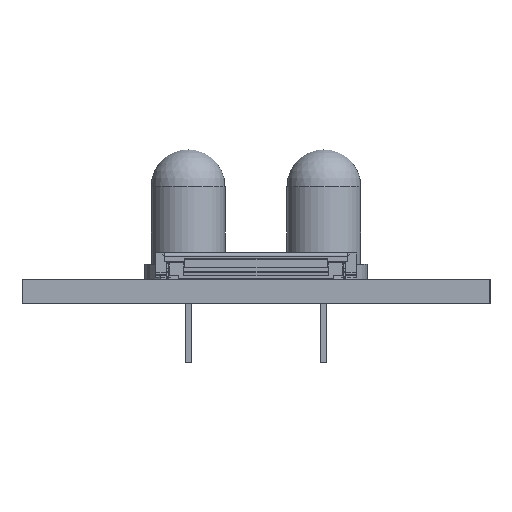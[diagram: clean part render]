
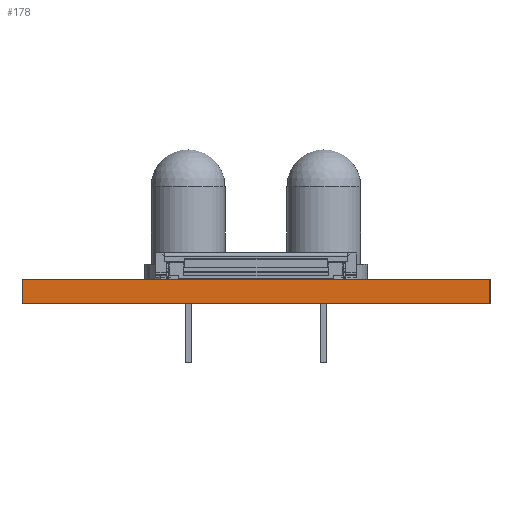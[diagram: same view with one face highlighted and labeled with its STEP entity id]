
A CAD part, left-side view. The second image highlights one B-rep face of the part: STEP entity #178.
In plain terms, the highlighted planar face has unit normal (-1, 0, 0).
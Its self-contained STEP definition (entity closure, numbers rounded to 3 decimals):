
#122 = VERTEX_POINT('',#123);
#123 = CARTESIAN_POINT('',(97.,-87.,-1.6));
#129 = EDGE_CURVE('',#130,#122,#132,.T.);
#130 = VERTEX_POINT('',#131);
#131 = CARTESIAN_POINT('',(97.,-87.,0.));
#132 = LINE('',#133,#134);
#133 = CARTESIAN_POINT('',(97.,-87.,0.));
#134 = VECTOR('',#135,1.);
#135 = DIRECTION('',(0.,0.,-1.));
#178 = ADVANCED_FACE('',(#179),#204,.T.);
#179 = FACE_BOUND('',#180,.T.);
#180 = EDGE_LOOP('',(#181,#182,#190,#198));
#181 = ORIENTED_EDGE('',*,*,#129,.T.);
#182 = ORIENTED_EDGE('',*,*,#183,.T.);
#183 = EDGE_CURVE('',#122,#184,#186,.T.);
#184 = VERTEX_POINT('',#185);
#185 = CARTESIAN_POINT('',(97.,-118.,-1.6));
#186 = LINE('',#187,#188);
#187 = CARTESIAN_POINT('',(97.,-87.,-1.6));
#188 = VECTOR('',#189,1.);
#189 = DIRECTION('',(0.,-1.,0.));
#190 = ORIENTED_EDGE('',*,*,#191,.F.);
#191 = EDGE_CURVE('',#192,#184,#194,.T.);
#192 = VERTEX_POINT('',#193);
#193 = CARTESIAN_POINT('',(97.,-118.,0.));
#194 = LINE('',#195,#196);
#195 = CARTESIAN_POINT('',(97.,-118.,0.));
#196 = VECTOR('',#197,1.);
#197 = DIRECTION('',(0.,0.,-1.));
#198 = ORIENTED_EDGE('',*,*,#199,.F.);
#199 = EDGE_CURVE('',#130,#192,#200,.T.);
#200 = LINE('',#201,#202);
#201 = CARTESIAN_POINT('',(97.,-87.,0.));
#202 = VECTOR('',#203,1.);
#203 = DIRECTION('',(0.,-1.,0.));
#204 = PLANE('',#205);
#205 = AXIS2_PLACEMENT_3D('',#206,#207,#208);
#206 = CARTESIAN_POINT('',(97.,-87.,0.));
#207 = DIRECTION('',(-1.,-0.,-0.));
#208 = DIRECTION('',(0.,-1.,0.));
